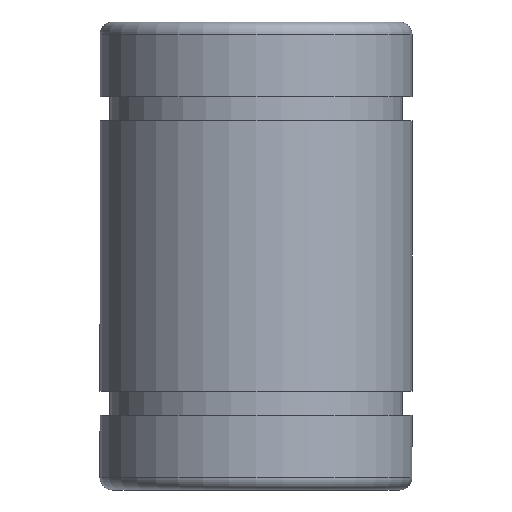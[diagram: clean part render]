
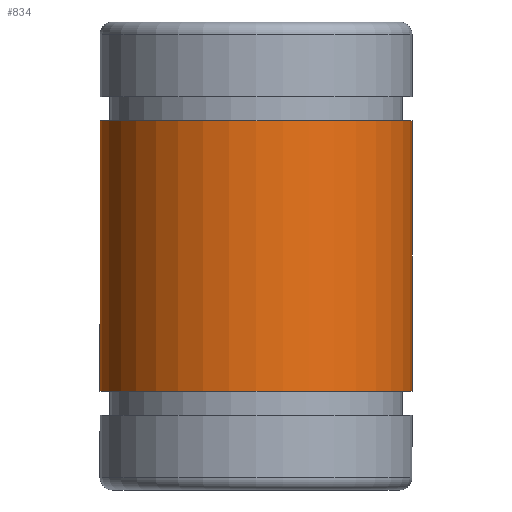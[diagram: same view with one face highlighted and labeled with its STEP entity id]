
A CAD part, left-side view. The second image highlights one B-rep face of the part: STEP entity #834.
In plain terms, the highlighted cylindrical face has radius 6.35 mm (diameter 12.7 mm), a partial arc.
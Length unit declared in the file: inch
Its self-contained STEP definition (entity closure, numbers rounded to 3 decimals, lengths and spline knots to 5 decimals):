
#9 = DIRECTION ( 'NONE',  ( 0., -1., 0. ) ) ;
#16 = LINE ( 'NONE', #539, #456 ) ;
#32 = CARTESIAN_POINT ( 'NONE',  ( 0., 0., 0.2165 ) ) ;
#34 = VERTEX_POINT ( 'NONE', #526 ) ;
#43 = CIRCLE ( 'NONE', #302, 0.25 ) ;
#49 = DIRECTION ( 'NONE',  ( 0., 0., 1. ) ) ;
#73 = ORIENTED_EDGE ( 'NONE', *, *, #411, .T. ) ;
#97 = AXIS2_PLACEMENT_3D ( 'NONE', #171, #49, #9 ) ;
#112 = ORIENTED_EDGE ( 'NONE', *, *, #614, .F. ) ;
#137 = AXIS2_PLACEMENT_3D ( 'NONE', #705, #399, #765 ) ;
#153 = DIRECTION ( 'NONE',  ( 0., -1., 0. ) ) ;
#171 = CARTESIAN_POINT ( 'NONE',  ( 0., 0., 0.3555 ) ) ;
#193 = ORIENTED_EDGE ( 'NONE', *, *, #235, .F. ) ;
#218 = DIRECTION ( 'NONE',  ( 0., 0., 1. ) ) ;
#235 = EDGE_CURVE ( 'NONE', #775, #322, #43, .T. ) ;
#278 = DIRECTION ( 'NONE',  ( 0., 0., 1. ) ) ;
#302 = AXIS2_PLACEMENT_3D ( 'NONE', #32, #218, #153 ) ;
#320 = LINE ( 'NONE', #649, #569 ) ;
#322 = VERTEX_POINT ( 'NONE', #744 ) ;
#399 = DIRECTION ( 'NONE',  ( 0., 0., 1. ) ) ;
#411 = EDGE_CURVE ( 'NONE', #34, #322, #320, .T. ) ;
#419 = EDGE_LOOP ( 'NONE', ( #112, #631, #73, #193 ) ) ;
#446 = EDGE_CURVE ( 'NONE', #729, #34, #753, .T. ) ;
#456 = VECTOR ( 'NONE', #278, 39.37008 ) ;
#504 = CARTESIAN_POINT ( 'NONE',  ( 0., 0.25, -0.2165 ) ) ;
#526 = CARTESIAN_POINT ( 'NONE',  ( 0., -0.25, -0.2165 ) ) ;
#539 = CARTESIAN_POINT ( 'NONE',  ( 0., 0.25, 0.3555 ) ) ;
#569 = VECTOR ( 'NONE', #758, 39.37008 ) ;
#614 = EDGE_CURVE ( 'NONE', #729, #775, #16, .T. ) ;
#631 = ORIENTED_EDGE ( 'NONE', *, *, #446, .T. ) ;
#633 = CYLINDRICAL_SURFACE ( 'NONE', #97, 0.25 ) ;
#649 = CARTESIAN_POINT ( 'NONE',  ( 0., -0.25, 0.3555 ) ) ;
#705 = CARTESIAN_POINT ( 'NONE',  ( 0., 0., -0.2165 ) ) ;
#729 = VERTEX_POINT ( 'NONE', #504 ) ;
#735 = CARTESIAN_POINT ( 'NONE',  ( 0., 0.25, 0.2165 ) ) ;
#744 = CARTESIAN_POINT ( 'NONE',  ( 0., -0.25, 0.2165 ) ) ;
#749 = FACE_OUTER_BOUND ( 'NONE', #419, .T. ) ;
#753 = CIRCLE ( 'NONE', #137, 0.25 ) ;
#758 = DIRECTION ( 'NONE',  ( 0., 0., 1. ) ) ;
#765 = DIRECTION ( 'NONE',  ( 0., -1., 0. ) ) ;
#775 = VERTEX_POINT ( 'NONE', #735 ) ;
#834 = ADVANCED_FACE ( 'NONE', ( #749 ), #633, .T. ) ;
